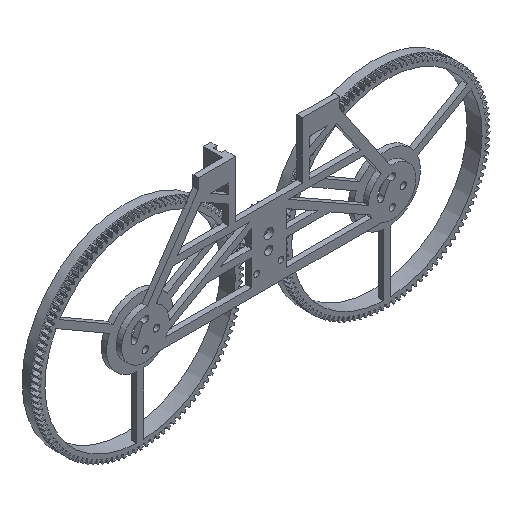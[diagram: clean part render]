
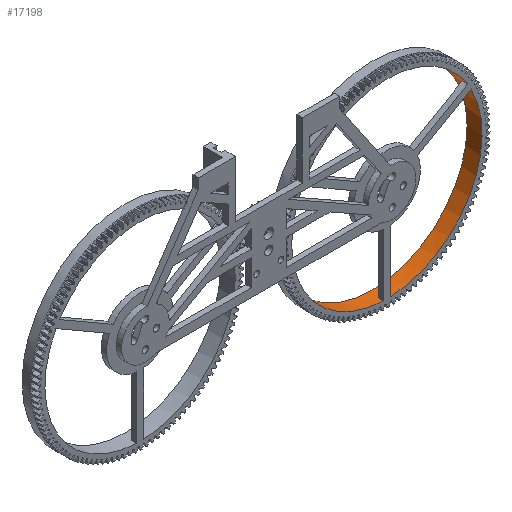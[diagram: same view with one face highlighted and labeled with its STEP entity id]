
A CAD part, isometric view. The second image highlights one B-rep face of the part: STEP entity #17198.
In plain terms, the highlighted cylindrical face has radius 68.58 mm (diameter 137.16 mm), a full revolution.
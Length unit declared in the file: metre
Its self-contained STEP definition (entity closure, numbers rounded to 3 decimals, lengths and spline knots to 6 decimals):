
#400=CIRCLE('',#17606,0.06858);
#401=CIRCLE('',#17607,0.06858);
#402=CIRCLE('',#17608,0.06858);
#1785=CIRCLE('',#19568,0.06858);
#1786=CIRCLE('',#19569,0.06858);
#1787=CIRCLE('',#19570,0.06858);
#1788=CIRCLE('',#19571,0.06858);
#2597=CYLINDRICAL_SURFACE('',#19567,0.06858);
#6213=ORIENTED_EDGE('',*,*,#8223,.T.);
#6214=ORIENTED_EDGE('',*,*,#10306,.F.);
#6215=ORIENTED_EDGE('',*,*,#8218,.F.);
#6216=ORIENTED_EDGE('',*,*,#8232,.F.);
#6217=ORIENTED_EDGE('',*,*,#8213,.T.);
#6218=ORIENTED_EDGE('',*,*,#10307,.F.);
#6219=ORIENTED_EDGE('',*,*,#8204,.F.);
#6220=ORIENTED_EDGE('',*,*,#8231,.F.);
#6221=ORIENTED_EDGE('',*,*,#8209,.T.);
#6222=ORIENTED_EDGE('',*,*,#10308,.F.);
#6223=ORIENTED_EDGE('',*,*,#8228,.F.);
#6224=ORIENTED_EDGE('',*,*,#8233,.F.);
#6225=ORIENTED_EDGE('',*,*,#10309,.T.);
#8204=EDGE_CURVE('',#10948,#10945,#12790,.T.);
#8209=EDGE_CURVE('',#10952,#10951,#12793,.T.);
#8213=EDGE_CURVE('',#10956,#10955,#12797,.T.);
#8218=EDGE_CURVE('',#10960,#10957,#12802,.T.);
#8223=EDGE_CURVE('',#10964,#10963,#12805,.T.);
#8228=EDGE_CURVE('',#10968,#10965,#12810,.T.);
#8231=EDGE_CURVE('',#10952,#10948,#400,.T.);
#8232=EDGE_CURVE('',#10956,#10960,#401,.T.);
#8233=EDGE_CURVE('',#10964,#10968,#402,.T.);
#10306=EDGE_CURVE('',#10957,#10963,#1785,.T.);
#10307=EDGE_CURVE('',#10945,#10955,#1786,.T.);
#10308=EDGE_CURVE('',#10965,#10951,#1787,.T.);
#10309=EDGE_CURVE('',#12351,#12351,#1788,.T.);
#10945=VERTEX_POINT('',#25952);
#10948=VERTEX_POINT('',#25957);
#10951=VERTEX_POINT('',#25967);
#10952=VERTEX_POINT('',#25969);
#10955=VERTEX_POINT('',#25976);
#10956=VERTEX_POINT('',#25978);
#10957=VERTEX_POINT('',#25982);
#10960=VERTEX_POINT('',#25987);
#10963=VERTEX_POINT('',#25997);
#10964=VERTEX_POINT('',#25999);
#10965=VERTEX_POINT('',#26003);
#10968=VERTEX_POINT('',#26008);
#12351=VERTEX_POINT('',#30742);
#12790=LINE('',#25958,#13596);
#12793=LINE('',#25968,#13599);
#12797=LINE('',#25977,#13603);
#12802=LINE('',#25988,#13608);
#12805=LINE('',#25998,#13611);
#12810=LINE('',#26009,#13616);
#13596=VECTOR('',#20114,1.);
#13599=VECTOR('',#20125,1.);
#13603=VECTOR('',#20131,1.);
#13608=VECTOR('',#20138,1.);
#13611=VECTOR('',#20149,1.);
#13616=VECTOR('',#20156,1.);
#14990=EDGE_LOOP('',(#6213,#6214,#6215,#6216,#6217,#6218,#6219,#6220,#6221,
#6222,#6223,#6224));
#14991=EDGE_LOOP('',(#6225));
#16000=FACE_BOUND('',#14990,.T.);
#16001=FACE_BOUND('',#14991,.T.);
#17198=ADVANCED_FACE('',(#16000,#16001),#2597,.F.);
#17606=AXIS2_PLACEMENT_3D('',#26014,#20165,#20166);
#17607=AXIS2_PLACEMENT_3D('',#26015,#20167,#20168);
#17608=AXIS2_PLACEMENT_3D('',#26016,#20169,#20170);
#19567=AXIS2_PLACEMENT_3D('',#30737,#24547,#24548);
#19568=AXIS2_PLACEMENT_3D('',#30738,#24549,#24550);
#19569=AXIS2_PLACEMENT_3D('',#30739,#24551,#24552);
#19570=AXIS2_PLACEMENT_3D('',#30740,#24553,#24554);
#19571=AXIS2_PLACEMENT_3D('',#30741,#24555,#24556);
#20114=DIRECTION('',(0.,-1.,0.));
#20125=DIRECTION('',(0.,-1.,0.));
#20131=DIRECTION('',(0.,-1.,0.));
#20138=DIRECTION('',(0.,-1.,0.));
#20149=DIRECTION('',(0.,-1.,0.));
#20156=DIRECTION('',(0.,-1.,0.));
#20165=DIRECTION('',(0.,-1.,0.));
#20166=DIRECTION('',(0.,0.,-1.));
#20167=DIRECTION('',(0.,-1.,0.));
#20168=DIRECTION('',(0.,0.,-1.));
#20169=DIRECTION('',(0.,-1.,0.));
#20170=DIRECTION('',(0.,0.,-1.));
#24547=DIRECTION('',(0.,-1.,0.));
#24548=DIRECTION('',(0.,0.,-1.));
#24549=DIRECTION('',(0.,-1.,0.));
#24550=DIRECTION('',(0.,0.,-1.));
#24551=DIRECTION('',(0.,-1.,0.));
#24552=DIRECTION('',(0.,0.,-1.));
#24553=DIRECTION('',(0.,-1.,0.));
#24554=DIRECTION('',(0.,0.,-1.));
#24555=DIRECTION('',(0.,-1.,0.));
#24556=DIRECTION('',(0.,0.,-1.));
#25952=CARTESIAN_POINT('',(0.00254,-0.00381,0.068533));
#25957=CARTESIAN_POINT('',(0.00254,0.,0.068533));
#25958=CARTESIAN_POINT('',(0.00254,0.020955,0.068533));
#25967=CARTESIAN_POINT('',(0.060621,-0.00381,-0.032067));
#25968=CARTESIAN_POINT('',(0.060621,0.020955,-0.032067));
#25969=CARTESIAN_POINT('',(0.060621,0.,-0.032067));
#25976=CARTESIAN_POINT('',(-0.00254,-0.00381,0.068533));
#25977=CARTESIAN_POINT('',(-0.00254,0.020955,0.068533));
#25978=CARTESIAN_POINT('',(-0.00254,0.,0.068533));
#25982=CARTESIAN_POINT('',(-0.060621,-0.00381,-0.032067));
#25987=CARTESIAN_POINT('',(-0.060621,0.,-0.032067));
#25988=CARTESIAN_POINT('',(-0.060621,0.020955,-0.032067));
#25997=CARTESIAN_POINT('',(-0.058081,-0.00381,-0.036466));
#25998=CARTESIAN_POINT('',(-0.058081,0.020955,-0.036466));
#25999=CARTESIAN_POINT('',(-0.058081,0.,-0.036466));
#26003=CARTESIAN_POINT('',(0.058081,-0.00381,-0.036466));
#26008=CARTESIAN_POINT('',(0.058081,0.,-0.036466));
#26009=CARTESIAN_POINT('',(0.058081,0.020955,-0.036466));
#26014=CARTESIAN_POINT('',(0.,0.,0.));
#26015=CARTESIAN_POINT('',(0.,0.,0.));
#26016=CARTESIAN_POINT('',(0.,0.,0.));
#30737=CARTESIAN_POINT('',(0.,0.020955,0.));
#30738=CARTESIAN_POINT('',(0.,-0.00381,0.));
#30739=CARTESIAN_POINT('',(0.,-0.00381,0.));
#30740=CARTESIAN_POINT('',(0.,-0.00381,0.));
#30741=CARTESIAN_POINT('',(0.,-0.010795,0.));
#30742=CARTESIAN_POINT('',(0.,-0.010795,-0.06858));
